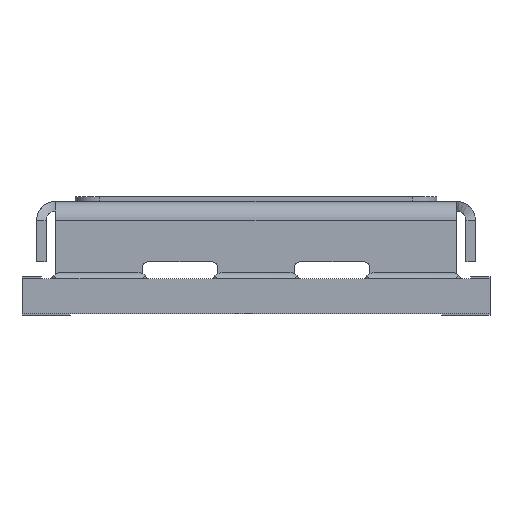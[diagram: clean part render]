
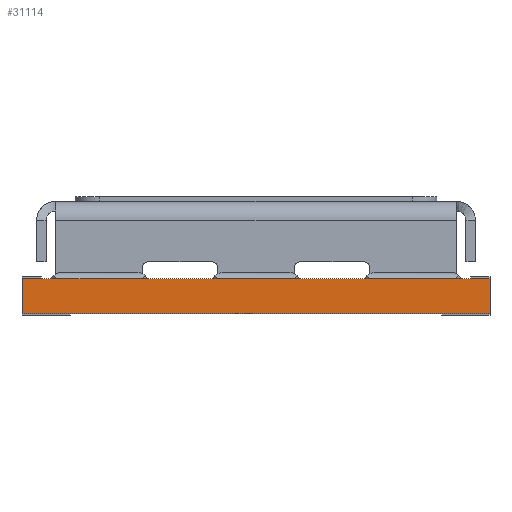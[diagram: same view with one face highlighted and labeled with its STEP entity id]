
A CAD part, front view. The second image highlights one B-rep face of the part: STEP entity #31114.
In plain terms, the highlighted planar face has unit normal (0, -1, 0).
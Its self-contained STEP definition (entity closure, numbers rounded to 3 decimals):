
#13462 = PLANE('',#13463);
#13463 = AXIS2_PLACEMENT_3D('',#13464,#13465,#13466);
#13464 = CARTESIAN_POINT('',(4.698,-4.344,0.765));
#13465 = DIRECTION('',(0.,0.,1.));
#13466 = DIRECTION('',(-1.,0.,0.));
#21031 = VERTEX_POINT('',#21032);
#21032 = CARTESIAN_POINT('',(-5.002,-4.994,0.765));
#21046 = PLANE('',#21047);
#21047 = AXIS2_PLACEMENT_3D('',#21048,#21049,#21050);
#21048 = CARTESIAN_POINT('',(-5.002,-4.994,0.765));
#21049 = DIRECTION('',(1.,0.,0.));
#21050 = DIRECTION('',(0.,0.,1.));
#21058 = EDGE_CURVE('',#21031,#21059,#21061,.T.);
#21059 = VERTEX_POINT('',#21060);
#21060 = CARTESIAN_POINT('',(4.698,-4.994,0.765));
#21061 = SURFACE_CURVE('',#21062,(#21066,#21073),.PCURVE_S1.);
#21062 = LINE('',#21063,#21064);
#21063 = CARTESIAN_POINT('',(4.698,-4.994,0.765));
#21064 = VECTOR('',#21065,1.);
#21065 = DIRECTION('',(1.,0.,0.));
#21066 = PCURVE('',#13462,#21067);
#21067 = DEFINITIONAL_REPRESENTATION('',(#21068),#21072);
#21068 = LINE('',#21069,#21070);
#21069 = CARTESIAN_POINT('',(0.,0.65));
#21070 = VECTOR('',#21071,1.);
#21071 = DIRECTION('',(-1.,0.));
#21072 = ( GEOMETRIC_REPRESENTATION_CONTEXT(2) 
PARAMETRIC_REPRESENTATION_CONTEXT() REPRESENTATION_CONTEXT('2D SPACE',''
  ) );
#21073 = PCURVE('',#21074,#21079);
#21074 = PLANE('',#21075);
#21075 = AXIS2_PLACEMENT_3D('',#21076,#21077,#21078);
#21076 = CARTESIAN_POINT('',(4.698,-4.994,0.765));
#21077 = DIRECTION('',(0.,1.,0.));
#21078 = DIRECTION('',(-1.,0.,0.));
#21079 = DEFINITIONAL_REPRESENTATION('',(#21080),#21084);
#21080 = LINE('',#21081,#21082);
#21081 = CARTESIAN_POINT('',(0.,0.));
#21082 = VECTOR('',#21083,1.);
#21083 = DIRECTION('',(-1.,0.));
#21084 = ( GEOMETRIC_REPRESENTATION_CONTEXT(2) 
PARAMETRIC_REPRESENTATION_CONTEXT() REPRESENTATION_CONTEXT('2D SPACE',''
  ) );
#21102 = PLANE('',#21103);
#21103 = AXIS2_PLACEMENT_3D('',#21104,#21105,#21106);
#21104 = CARTESIAN_POINT('',(4.698,-4.994,0.765));
#21105 = DIRECTION('',(-1.,0.,0.));
#21106 = DIRECTION('',(0.,0.,-1.));
#25157 = PLANE('',#25158);
#25158 = AXIS2_PLACEMENT_3D('',#25159,#25160,#25161);
#25159 = CARTESIAN_POINT('',(4.698,-4.344,0.035));
#25160 = DIRECTION('',(0.,0.,1.));
#25161 = DIRECTION('',(-1.,0.,0.));
#31002 = VERTEX_POINT('',#31003);
#31003 = CARTESIAN_POINT('',(4.698,-4.994,0.035));
#31026 = EDGE_CURVE('',#21059,#31002,#31027,.T.);
#31027 = SURFACE_CURVE('',#31028,(#31032,#31039),.PCURVE_S1.);
#31028 = LINE('',#31029,#31030);
#31029 = CARTESIAN_POINT('',(4.698,-4.994,0.765));
#31030 = VECTOR('',#31031,1.);
#31031 = DIRECTION('',(0.,0.,-1.));
#31032 = PCURVE('',#21102,#31033);
#31033 = DEFINITIONAL_REPRESENTATION('',(#31034),#31038);
#31034 = LINE('',#31035,#31036);
#31035 = CARTESIAN_POINT('',(0.,0.));
#31036 = VECTOR('',#31037,1.);
#31037 = DIRECTION('',(1.,0.));
#31038 = ( GEOMETRIC_REPRESENTATION_CONTEXT(2) 
PARAMETRIC_REPRESENTATION_CONTEXT() REPRESENTATION_CONTEXT('2D SPACE',''
  ) );
#31039 = PCURVE('',#21074,#31040);
#31040 = DEFINITIONAL_REPRESENTATION('',(#31041),#31045);
#31041 = LINE('',#31042,#31043);
#31042 = CARTESIAN_POINT('',(0.,0.));
#31043 = VECTOR('',#31044,1.);
#31044 = DIRECTION('',(0.,-1.));
#31045 = ( GEOMETRIC_REPRESENTATION_CONTEXT(2) 
PARAMETRIC_REPRESENTATION_CONTEXT() REPRESENTATION_CONTEXT('2D SPACE',''
  ) );
#31114 = ADVANCED_FACE('',(#31115),#21074,.F.);
#31115 = FACE_BOUND('',#31116,.T.);
#31116 = EDGE_LOOP('',(#31117,#31140,#31141,#31142));
#31117 = ORIENTED_EDGE('',*,*,#31118,.T.);
#31118 = EDGE_CURVE('',#31119,#31002,#31121,.T.);
#31119 = VERTEX_POINT('',#31120);
#31120 = CARTESIAN_POINT('',(-5.002,-4.994,0.035));
#31121 = SURFACE_CURVE('',#31122,(#31126,#31133),.PCURVE_S1.);
#31122 = LINE('',#31123,#31124);
#31123 = CARTESIAN_POINT('',(4.698,-4.994,0.035));
#31124 = VECTOR('',#31125,1.);
#31125 = DIRECTION('',(1.,0.,0.));
#31126 = PCURVE('',#21074,#31127);
#31127 = DEFINITIONAL_REPRESENTATION('',(#31128),#31132);
#31128 = LINE('',#31129,#31130);
#31129 = CARTESIAN_POINT('',(0.,-0.73));
#31130 = VECTOR('',#31131,1.);
#31131 = DIRECTION('',(-1.,0.));
#31132 = ( GEOMETRIC_REPRESENTATION_CONTEXT(2) 
PARAMETRIC_REPRESENTATION_CONTEXT() REPRESENTATION_CONTEXT('2D SPACE',''
  ) );
#31133 = PCURVE('',#25157,#31134);
#31134 = DEFINITIONAL_REPRESENTATION('',(#31135),#31139);
#31135 = LINE('',#31136,#31137);
#31136 = CARTESIAN_POINT('',(0.,0.65));
#31137 = VECTOR('',#31138,1.);
#31138 = DIRECTION('',(-1.,0.));
#31139 = ( GEOMETRIC_REPRESENTATION_CONTEXT(2) 
PARAMETRIC_REPRESENTATION_CONTEXT() REPRESENTATION_CONTEXT('2D SPACE',''
  ) );
#31140 = ORIENTED_EDGE('',*,*,#31026,.F.);
#31141 = ORIENTED_EDGE('',*,*,#21058,.F.);
#31142 = ORIENTED_EDGE('',*,*,#31143,.T.);
#31143 = EDGE_CURVE('',#21031,#31119,#31144,.T.);
#31144 = SURFACE_CURVE('',#31145,(#31149,#31156),.PCURVE_S1.);
#31145 = LINE('',#31146,#31147);
#31146 = CARTESIAN_POINT('',(-5.002,-4.994,0.765));
#31147 = VECTOR('',#31148,1.);
#31148 = DIRECTION('',(0.,0.,-1.));
#31149 = PCURVE('',#21074,#31150);
#31150 = DEFINITIONAL_REPRESENTATION('',(#31151),#31155);
#31151 = LINE('',#31152,#31153);
#31152 = CARTESIAN_POINT('',(9.7,0.));
#31153 = VECTOR('',#31154,1.);
#31154 = DIRECTION('',(0.,-1.));
#31155 = ( GEOMETRIC_REPRESENTATION_CONTEXT(2) 
PARAMETRIC_REPRESENTATION_CONTEXT() REPRESENTATION_CONTEXT('2D SPACE',''
  ) );
#31156 = PCURVE('',#21046,#31157);
#31157 = DEFINITIONAL_REPRESENTATION('',(#31158),#31162);
#31158 = LINE('',#31159,#31160);
#31159 = CARTESIAN_POINT('',(0.,0.));
#31160 = VECTOR('',#31161,1.);
#31161 = DIRECTION('',(-1.,0.));
#31162 = ( GEOMETRIC_REPRESENTATION_CONTEXT(2) 
PARAMETRIC_REPRESENTATION_CONTEXT() REPRESENTATION_CONTEXT('2D SPACE',''
  ) );
